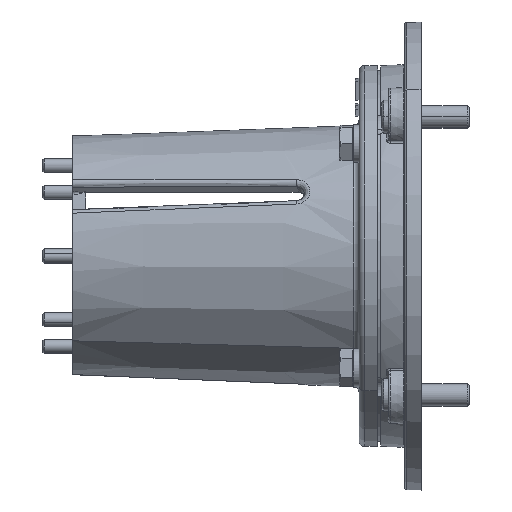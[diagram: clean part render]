
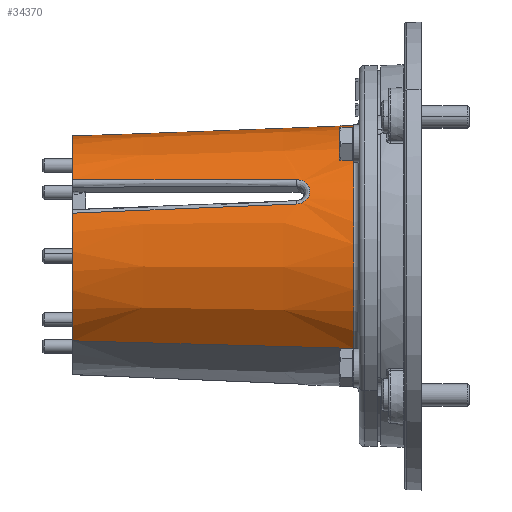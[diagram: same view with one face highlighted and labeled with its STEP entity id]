
A CAD part, top view. The second image highlights one B-rep face of the part: STEP entity #34370.
In plain terms, the highlighted conical face has half-angle 2.184 degrees and reference radius 69.85 mm.
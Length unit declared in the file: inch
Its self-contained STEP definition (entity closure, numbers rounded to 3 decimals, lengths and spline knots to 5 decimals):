
#1489 = CARTESIAN_POINT ( 'NONE',  ( -6.865, 4.14637, -4.31129 ) ) ;
#3178 = AXIS2_PLACEMENT_3D ( 'NONE', #1489, #35278, #69128 ) ;
#4351 = CARTESIAN_POINT ( 'NONE',  ( -6.865, 6.09091, -6.25583 ) ) ;
#5633 = CARTESIAN_POINT ( 'NONE',  ( -1.63889, 5.87504, -1.92169 ) ) ;
#6176 = CARTESIAN_POINT ( 'NONE',  ( -1.44426, 5.69467, -1.79226 ) ) ;
#6741 = CARTESIAN_POINT ( 'NONE',  ( -1.5281, 5.41883, -1.6459 ) ) ;
#8906 = CARTESIAN_POINT ( 'NONE',  ( -1.7386, 5.3322, -1.61502 ) ) ;
#11242 = CARTESIAN_POINT ( 'NONE',  ( -6.865, 6.09091, -6.25583 ) ) ;
#11305 = FACE_OUTER_BOUND ( 'NONE', #108774, .T. ) ;
#11335 = DIRECTION ( 'NONE',  ( -1., 0., 0. ) ) ;
#11804 = EDGE_CURVE ( 'NONE', #43966, #50601, #101322, .T. ) ;
#13873 = CARTESIAN_POINT ( 'NONE',  ( -1.69776, 5.88684, -1.93305 ) ) ;
#14424 = CARTESIAN_POINT ( 'NONE',  ( -1.46484, 5.74299, -1.82361 ) ) ;
#14993 = CARTESIAN_POINT ( 'NONE',  ( -1.47351, 5.48574, -1.6765 ) ) ;
#15403 = B_SPLINE_CURVE_WITH_KNOTS ( 'NONE', 3,
 ( #56119, #89704, #13873, #47784, #81525, #5633, #39430, #73241, #106749, #31069, #64966, #98456, #22725, #56643, #90235, #14424, #48323, #82040, #6176, #39985, #73818, #107306, #31633, #65520, #99008, #23290, #57193, #90783, #14993, #48895, #82613, #6741, #40538, #74373, #107850, #32191, #66058, #99560, #23827, #57736, #91367, #15549 ),
 .UNSPECIFIED., .F., .F.,
 ( 4, 2, 2, 2, 2, 2, 2, 2, 2, 2, 2, 2, 2, 2, 2, 2, 2, 2, 2, 2, 4 ),
 ( 0., 0.00155, 0.00232, 0.0031, 0.00465, 0.0062, 0.00775, 0.00852, 0.00929, 0.01084, 0.01239, 0.01317, 0.01394, 0.01549, 0.01704, 0.01859, 0.01936, 0.02014, 0.02169, 0.02324, 0.02478 ),
 .UNSPECIFIED. ) ;
#15549 = CARTESIAN_POINT ( 'NONE',  ( -1.7386, 5.3322, -1.61502 ) ) ;
#16033 = ORIENTED_EDGE ( 'NONE', *, *, #97891, .T. ) ;
#16640 = DIRECTION ( 'NONE',  ( 0.999, -0.027, 0.027 ) ) ;
#17442 = ORIENTED_EDGE ( 'NONE', *, *, #85734, .T. ) ;
#18119 = CARTESIAN_POINT ( 'NONE',  ( -1.7386, 5.88849, -1.93619 ) ) ;
#19550 = AXIS2_PLACEMENT_3D ( 'NONE', #45203, #54633, #88247 ) ;
#20824 = CARTESIAN_POINT ( 'NONE',  ( -3.44744, 5.26239, -1.65552 ) ) ;
#21994 = B_SPLINE_CURVE_WITH_KNOTS ( 'NONE', 3,
 ( #96566, #20824, #54728, #88334 ),
 .UNSPECIFIED., .F., .F.,
 ( 4, 4 ),
 ( 0., 0.13036 ),
 .UNSPECIFIED. ) ;
#22725 = CARTESIAN_POINT ( 'NONE',  ( -1.49514, 5.78722, -1.8539 ) ) ;
#23290 = CARTESIAN_POINT ( 'NONE',  ( -1.44422, 5.55393, -1.711 ) ) ;
#23827 = CARTESIAN_POINT ( 'NONE',  ( -1.6578, 5.34482, -1.61723 ) ) ;
#24037 = DIRECTION ( 'NONE',  ( 1., 0., 0. ) ) ;
#24211 = CARTESIAN_POINT ( 'NONE',  ( -1.7386, 5.88849, -1.93619 ) ) ;
#26408 = CARTESIAN_POINT ( 'NONE',  ( -6.865, 5.88545, -2.18101 ) ) ;
#29025 = CIRCLE ( 'NONE', #90878, 2.99523 ) ;
#29470 = AXIS2_PLACEMENT_3D ( 'NONE', #99771, #24037, #57966 ) ;
#31069 = CARTESIAN_POINT ( 'NONE',  ( -1.55068, 5.83558, -1.8895 ) ) ;
#31633 = CARTESIAN_POINT ( 'NONE',  ( -1.43541, 5.60734, -1.7403 ) ) ;
#32191 = CARTESIAN_POINT ( 'NONE',  ( -1.58337, 5.37703, -1.62864 ) ) ;
#34370 = ADVANCED_FACE ( 'NONE', ( #11305 ), #67439, .T. ) ;
#35278 = DIRECTION ( 'NONE',  ( 1., 0., 0. ) ) ;
#37175 = VECTOR ( 'NONE', #38148, 39.37008 ) ;
#38094 = ORIENTED_EDGE ( 'NONE', *, *, #48889, .T. ) ;
#38148 = DIRECTION ( 'NONE',  ( 0.999, 0.027, -0.027 ) ) ;
#39430 = CARTESIAN_POINT ( 'NONE',  ( -1.62926, 5.87216, -1.91916 ) ) ;
#39985 = CARTESIAN_POINT ( 'NONE',  ( -1.4368, 5.66015, -1.77104 ) ) ;
#40538 = CARTESIAN_POINT ( 'NONE',  ( -1.53549, 5.41215, -1.64303 ) ) ;
#43339 = VERTEX_POINT ( 'NONE', #11242 ) ;
#43627 = EDGE_CURVE ( 'NONE', #43339, #106397, #80247, .T. ) ;
#43966 = VERTEX_POINT ( 'NONE', #45283 ) ;
#44438 = CARTESIAN_POINT ( 'NONE',  ( -6.865, 2.20182, -2.36674 ) ) ;
#45203 = CARTESIAN_POINT ( 'NONE',  ( -6.865, 4.14637, -4.31129 ) ) ;
#45235 = DIRECTION ( 'NONE',  ( 0., 0.707, -0.707 ) ) ;
#45283 = CARTESIAN_POINT ( 'NONE',  ( -6.865, 5.88545, -2.18101 ) ) ;
#46945 = ORIENTED_EDGE ( 'NONE', *, *, #68818, .T. ) ;
#47784 = CARTESIAN_POINT ( 'NONE',  ( -1.66807, 5.88197, -1.92809 ) ) ;
#48323 = CARTESIAN_POINT ( 'NONE',  ( -1.46075, 5.7352, -1.81844 ) ) ;
#48720 = CARTESIAN_POINT ( 'NONE',  ( -0.43505, 6.26431, -6.42924 ) ) ;
#48889 = EDGE_CURVE ( 'NONE', #43339, #43966, #77349, .T. ) ;
#48895 = CARTESIAN_POINT ( 'NONE',  ( -1.49495, 5.45436, -1.66169 ) ) ;
#50601 = VERTEX_POINT ( 'NONE', #24211 ) ;
#50991 = CIRCLE ( 'NONE', #3178, 2.75 ) ;
#54633 = DIRECTION ( 'NONE',  ( 1., 0., 0. ) ) ;
#54728 = CARTESIAN_POINT ( 'NONE',  ( -5.15625, 5.19225, -1.69712 ) ) ;
#56119 = CARTESIAN_POINT ( 'NONE',  ( -1.7386, 5.88849, -1.93619 ) ) ;
#56643 = CARTESIAN_POINT ( 'NONE',  ( -1.47894, 5.7657, -1.83898 ) ) ;
#57193 = CARTESIAN_POINT ( 'NONE',  ( -1.44971, 5.53655, -1.70191 ) ) ;
#57736 = CARTESIAN_POINT ( 'NONE',  ( -1.69746, 5.33579, -1.61488 ) ) ;
#57966 = DIRECTION ( 'NONE',  ( 0., 0.707, -0.707 ) ) ;
#58855 = LINE ( 'NONE', #92446, #93113 ) ;
#59527 = ORIENTED_EDGE ( 'NONE', *, *, #75674, .T. ) ;
#60065 = VERTEX_POINT ( 'NONE', #44438 ) ;
#60314 = CARTESIAN_POINT ( 'NONE',  ( -5.15625, 5.88736, -2.09844 ) ) ;
#61871 = CARTESIAN_POINT ( 'NONE',  ( -0.43505, 4.14637, -4.31129 ) ) ;
#64966 = CARTESIAN_POINT ( 'NONE',  ( -1.53513, 5.82456, -1.88112 ) ) ;
#65520 = CARTESIAN_POINT ( 'NONE',  ( -1.43726, 5.5895, -1.73033 ) ) ;
#66058 = CARTESIAN_POINT ( 'NONE',  ( -1.60098, 5.36734, -1.62497 ) ) ;
#67439 = CONICAL_SURFACE ( 'NONE', #19550, 2.75, 0.038 ) ;
#68818 = EDGE_CURVE ( 'NONE', #100188, #60065, #50991, .T. ) ;
#68867 = ORIENTED_EDGE ( 'NONE', *, *, #43627, .F. ) ;
#69128 = DIRECTION ( 'NONE',  ( 0., 0.707, -0.707 ) ) ;
#73241 = CARTESIAN_POINT ( 'NONE',  ( -1.60128, 5.86242, -1.91083 ) ) ;
#73818 = CARTESIAN_POINT ( 'NONE',  ( -1.43496, 5.64269, -1.76063 ) ) ;
#74373 = CARTESIAN_POINT ( 'NONE',  ( -1.55078, 5.3996, -1.63776 ) ) ;
#75674 = EDGE_CURVE ( 'NONE', #88080, #100188, #21994, .T. ) ;
#77349 = CIRCLE ( 'NONE', #29470, 2.75 ) ;
#80247 = LINE ( 'NONE', #4351, #37175 ) ;
#81525 = CARTESIAN_POINT ( 'NONE',  ( -1.65827, 5.87994, -1.92615 ) ) ;
#82040 = CARTESIAN_POINT ( 'NONE',  ( -1.44982, 5.71132, -1.80284 ) ) ;
#82613 = CARTESIAN_POINT ( 'NONE',  ( -1.50723, 5.43956, -1.65498 ) ) ;
#83699 = EDGE_CURVE ( 'NONE', #50601, #88080, #15403, .T. ) ;
#85734 = EDGE_CURVE ( 'NONE', #60065, #85801, #58855, .T. ) ;
#85801 = VERTEX_POINT ( 'NONE', #101197 ) ;
#88080 = VERTEX_POINT ( 'NONE', #8906 ) ;
#88247 = DIRECTION ( 'NONE',  ( 0., 0.707, -0.707 ) ) ;
#88334 = CARTESIAN_POINT ( 'NONE',  ( -6.865, 5.1217, -1.74006 ) ) ;
#88786 = CARTESIAN_POINT ( 'NONE',  ( -6.865, 5.1217, -1.74006 ) ) ;
#89704 = CARTESIAN_POINT ( 'NONE',  ( -1.71797, 5.88849, -1.93522 ) ) ;
#90235 = CARTESIAN_POINT ( 'NONE',  ( -1.47391, 5.75822, -1.83386 ) ) ;
#90783 = CARTESIAN_POINT ( 'NONE',  ( -1.46431, 5.5025, -1.68468 ) ) ;
#90878 = AXIS2_PLACEMENT_3D ( 'NONE', #61871, #11335, #45235 ) ;
#91367 = CARTESIAN_POINT ( 'NONE',  ( -1.71797, 5.33304, -1.61453 ) ) ;
#91868 = ORIENTED_EDGE ( 'NONE', *, *, #83699, .T. ) ;
#92446 = CARTESIAN_POINT ( 'NONE',  ( -6.865, 2.20182, -2.36674 ) ) ;
#92794 = ORIENTED_EDGE ( 'NONE', *, *, #11804, .T. ) ;
#93113 = VECTOR ( 'NONE', #16640, 39.37008 ) ;
#93930 = CARTESIAN_POINT ( 'NONE',  ( -3.44744, 5.88832, -2.0169 ) ) ;
#96566 = CARTESIAN_POINT ( 'NONE',  ( -1.7386, 5.3322, -1.61502 ) ) ;
#97891 = EDGE_CURVE ( 'NONE', #85801, #106397, #29025, .T. ) ;
#98456 = CARTESIAN_POINT ( 'NONE',  ( -1.50745, 5.80041, -1.86335 ) ) ;
#99008 = CARTESIAN_POINT ( 'NONE',  ( -1.43866, 5.58051, -1.72538 ) ) ;
#99560 = CARTESIAN_POINT ( 'NONE',  ( -1.63849, 5.35111, -1.61922 ) ) ;
#99771 = CARTESIAN_POINT ( 'NONE',  ( -6.865, 4.14637, -4.31129 ) ) ;
#100188 = VERTEX_POINT ( 'NONE', #88786 ) ;
#101197 = CARTESIAN_POINT ( 'NONE',  ( -0.43505, 2.02842, -2.19334 ) ) ;
#101322 = B_SPLINE_CURVE_WITH_KNOTS ( 'NONE', 3,
 ( #26408, #60314, #93930, #18119 ),
 .UNSPECIFIED., .F., .F.,
 ( 4, 4 ),
 ( 0., 0.13036 ),
 .UNSPECIFIED. ) ;
#106397 = VERTEX_POINT ( 'NONE', #48720 ) ;
#106749 = CARTESIAN_POINT ( 'NONE',  ( -1.58371, 5.85445, -1.90432 ) ) ;
#107306 = CARTESIAN_POINT ( 'NONE',  ( -1.43495, 5.61622, -1.74535 ) ) ;
#107850 = CARTESIAN_POINT ( 'NONE',  ( -1.55871, 5.39369, -1.63533 ) ) ;
#108774 = EDGE_LOOP ( 'NONE', ( #46945, #17442, #16033, #68867, #38094, #92794, #91868, #59527 ) ) ;
